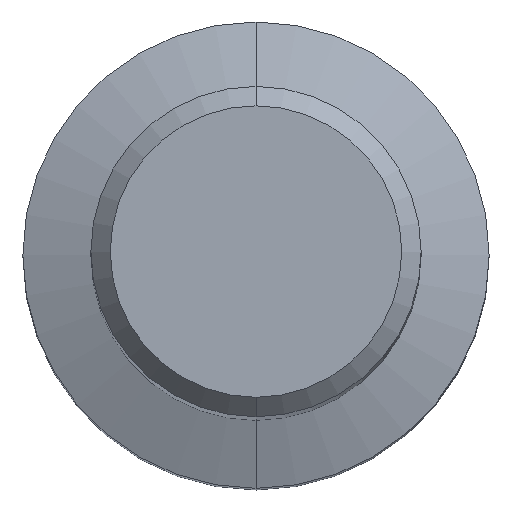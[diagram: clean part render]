
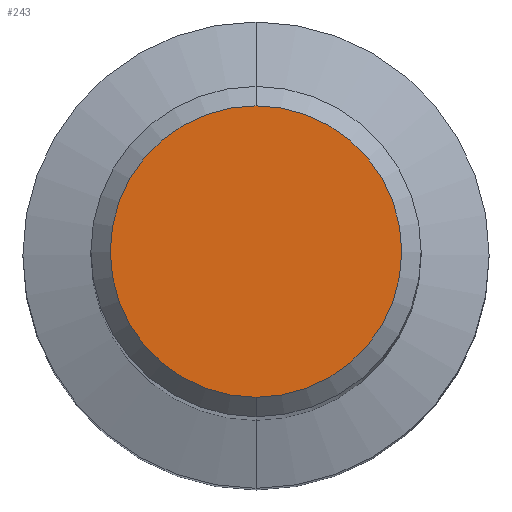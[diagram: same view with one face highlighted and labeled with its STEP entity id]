
A CAD part, top view. The second image highlights one B-rep face of the part: STEP entity #243.
In plain terms, the highlighted planar face has unit normal (0, 0, 1).
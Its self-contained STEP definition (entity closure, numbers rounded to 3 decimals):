
#143=VERTEX_POINT('',#345);
#147=EDGE_CURVE('',#211,#143,#349,.T.);
#199=EDGE_CURVE('',#143,#211,#406,.T.);
#211=VERTEX_POINT('',#421);
#243=ADVANCED_FACE('',(#457),#458,.T.);
#345=CARTESIAN_POINT('',(0.0,3.75,0.0));
#349=CIRCLE('',#578,3.75);
#406=CIRCLE('',#648,3.75);
#421=CARTESIAN_POINT('',(0.,-3.75,0.0));
#457=FACE_OUTER_BOUND('',#710,.T.);
#458=PLANE('',#711);
#578=AXIS2_PLACEMENT_3D('',#837,#838,#839);
#648=AXIS2_PLACEMENT_3D('',#905,#906,#907);
#710=EDGE_LOOP('',(#973,#974));
#711=AXIS2_PLACEMENT_3D('',#975,#976,#977);
#837=CARTESIAN_POINT('',(0.0,0.0,0.0));
#838=DIRECTION('',(0.0,0.0,-1.0));
#839=DIRECTION('',(0.0,1.0,0.0));
#905=CARTESIAN_POINT('',(0.0,0.0,0.0));
#906=DIRECTION('',(0.0,0.0,-1.0));
#907=DIRECTION('',(0.0,1.0,0.0));
#973=ORIENTED_EDGE('',*,*,#199,.F.);
#974=ORIENTED_EDGE('',*,*,#147,.F.);
#975=CARTESIAN_POINT('',(0.0,1.875,0.0));
#976=DIRECTION('',(-0.0,0.0,1.0));
#977=DIRECTION('',(0.0,-1.0,0.0));
